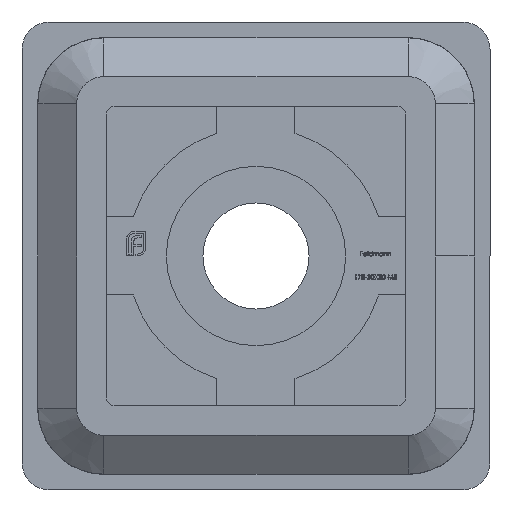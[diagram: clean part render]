
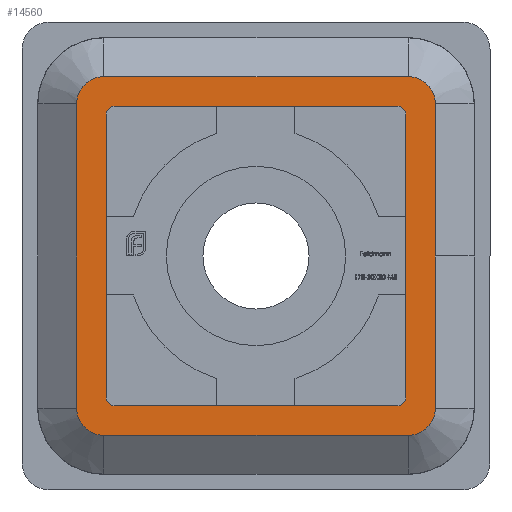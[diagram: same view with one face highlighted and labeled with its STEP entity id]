
A CAD part, front view. The second image highlights one B-rep face of the part: STEP entity #14560.
In plain terms, the highlighted planar face has unit normal (0, -1, 0).
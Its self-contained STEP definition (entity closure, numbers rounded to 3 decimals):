
#30 = EDGE_CURVE ( 'NONE', #18573, #11165, #20029, .T. ) ;
#141 = CARTESIAN_POINT ( 'NONE',  ( -11.5, -15., -9.75 ) ) ;
#145 = DIRECTION ( 'NONE',  ( 1., 0., 0. ) ) ;
#288 = CARTESIAN_POINT ( 'NONE',  ( 9.75, -15., -9.75 ) ) ;
#410 = CARTESIAN_POINT ( 'NONE',  ( -9.75, -15., -9.75 ) ) ;
#433 = DIRECTION ( 'NONE',  ( 0., 0., -1. ) ) ;
#475 = CARTESIAN_POINT ( 'NONE',  ( -11.5, -15., 11.5 ) ) ;
#510 = VERTEX_POINT ( 'NONE', #16740 ) ;
#514 = DIRECTION ( 'NONE',  ( 0., -1., 0. ) ) ;
#630 = DIRECTION ( 'NONE',  ( -1., 0., 0. ) ) ;
#810 = DIRECTION ( 'NONE',  ( 0., 0., -1. ) ) ;
#862 = DIRECTION ( 'NONE',  ( 0., -1., 0. ) ) ;
#920 = CARTESIAN_POINT ( 'NONE',  ( 9.6, -15., -9.6 ) ) ;
#1091 = CARTESIAN_POINT ( 'NONE',  ( 9.6, -15., 9.6 ) ) ;
#1127 = CARTESIAN_POINT ( 'NONE',  ( 9.1, -15., -9.6 ) ) ;
#1202 = CIRCLE ( 'NONE', #21386, 0.5 ) ;
#1251 = ORIENTED_EDGE ( 'NONE', *, *, #14604, .T. ) ;
#1271 = DIRECTION ( 'NONE',  ( 0., 0., -1. ) ) ;
#1298 = VERTEX_POINT ( 'NONE', #5216 ) ;
#1320 = EDGE_CURVE ( 'NONE', #9466, #16666, #17893, .T. ) ;
#1587 = VERTEX_POINT ( 'NONE', #4368 ) ;
#1813 = DIRECTION ( 'NONE',  ( 0., 0., -1. ) ) ;
#2124 = CARTESIAN_POINT ( 'NONE',  ( -9.75, -15., 11.5 ) ) ;
#2330 = EDGE_CURVE ( 'NONE', #1298, #3807, #15154, .T. ) ;
#2368 = CARTESIAN_POINT ( 'NONE',  ( 9.75, -15., -11.5 ) ) ;
#2521 = PLANE ( 'NONE',  #11431 ) ;
#2557 = CIRCLE ( 'NONE', #17027, 0.5 ) ;
#2558 = ORIENTED_EDGE ( 'NONE', *, *, #5500, .F. ) ;
#2741 = CARTESIAN_POINT ( 'NONE',  ( 0., -15., 0. ) ) ;
#3343 = ORIENTED_EDGE ( 'NONE', *, *, #10833, .T. ) ;
#3564 = EDGE_CURVE ( 'NONE', #11165, #21391, #21047, .T. ) ;
#3605 = DIRECTION ( 'NONE',  ( 0., 0., -1. ) ) ;
#3657 = CARTESIAN_POINT ( 'NONE',  ( -9.75, -15., 9.75 ) ) ;
#3792 = CIRCLE ( 'NONE', #9244, 1.75 ) ;
#3807 = VERTEX_POINT ( 'NONE', #8904 ) ;
#3863 = VECTOR ( 'NONE', #630, 1000. ) ;
#3997 = LINE ( 'NONE', #19115, #8576 ) ;
#4174 = VERTEX_POINT ( 'NONE', #1127 ) ;
#4244 = DIRECTION ( 'NONE',  ( 0., -1., 0. ) ) ;
#4368 = CARTESIAN_POINT ( 'NONE',  ( -9.6, -15., -9.1 ) ) ;
#4460 = AXIS2_PLACEMENT_3D ( 'NONE', #9168, #7446, #9384 ) ;
#4683 = DIRECTION ( 'NONE',  ( -1., 0., 0. ) ) ;
#4866 = VECTOR ( 'NONE', #5970, 1000. ) ;
#5097 = ORIENTED_EDGE ( 'NONE', *, *, #13462, .T. ) ;
#5216 = CARTESIAN_POINT ( 'NONE',  ( 9.1, -15., 9.6 ) ) ;
#5357 = ORIENTED_EDGE ( 'NONE', *, *, #9256, .T. ) ;
#5500 = EDGE_CURVE ( 'NONE', #510, #4174, #3997, .T. ) ;
#5800 = EDGE_CURVE ( 'NONE', #21299, #22278, #12948, .T. ) ;
#5839 = CARTESIAN_POINT ( 'NONE',  ( 9.1, -15., 9.1 ) ) ;
#5952 = ORIENTED_EDGE ( 'NONE', *, *, #6290, .F. ) ;
#5970 = DIRECTION ( 'NONE',  ( 0., 0., 1. ) ) ;
#6183 = CARTESIAN_POINT ( 'NONE',  ( 9.75, -15., 9.75 ) ) ;
#6194 = EDGE_CURVE ( 'NONE', #510, #1587, #16953, .T. ) ;
#6290 = EDGE_CURVE ( 'NONE', #10258, #1587, #17503, .T. ) ;
#6644 = DIRECTION ( 'NONE',  ( 0., 0., -1. ) ) ;
#6833 = CARTESIAN_POINT ( 'NONE',  ( 11.5, -15., -9.75 ) ) ;
#7186 = CARTESIAN_POINT ( 'NONE',  ( 11.5, -15., 11.5 ) ) ;
#7446 = DIRECTION ( 'NONE',  ( 0., 1., 0. ) ) ;
#7462 = DIRECTION ( 'NONE',  ( 0., 0., 1. ) ) ;
#8025 = VERTEX_POINT ( 'NONE', #9028 ) ;
#8231 = ORIENTED_EDGE ( 'NONE', *, *, #2330, .F. ) ;
#8514 = EDGE_LOOP ( 'NONE', ( #16113, #3343, #11476, #5097, #19478, #9666, #12881, #9332 ) ) ;
#8553 = FACE_OUTER_BOUND ( 'NONE', #8514, .T. ) ;
#8576 = VECTOR ( 'NONE', #145, 1000. ) ;
#8814 = DIRECTION ( 'NONE',  ( 0., 0., -1. ) ) ;
#8904 = CARTESIAN_POINT ( 'NONE',  ( -9.1, -15., 9.6 ) ) ;
#9028 = CARTESIAN_POINT ( 'NONE',  ( 11.5, -15., 9.75 ) ) ;
#9054 = CARTESIAN_POINT ( 'NONE',  ( -9.75, -15., -11.5 ) ) ;
#9168 = CARTESIAN_POINT ( 'NONE',  ( 9.1, -15., -9.1 ) ) ;
#9244 = AXIS2_PLACEMENT_3D ( 'NONE', #6183, #862, #9423 ) ;
#9256 = EDGE_CURVE ( 'NONE', #10258, #3807, #2557, .T. ) ;
#9332 = ORIENTED_EDGE ( 'NONE', *, *, #1320, .T. ) ;
#9337 = DIRECTION ( 'NONE',  ( 1., 0., 0. ) ) ;
#9384 = DIRECTION ( 'NONE',  ( 0., 0., -1. ) ) ;
#9423 = DIRECTION ( 'NONE',  ( 0., 0., -1. ) ) ;
#9466 = VERTEX_POINT ( 'NONE', #141 ) ;
#9666 = ORIENTED_EDGE ( 'NONE', *, *, #3564, .T. ) ;
#9699 = VECTOR ( 'NONE', #9337, 1000. ) ;
#9797 = CARTESIAN_POINT ( 'NONE',  ( -9.6, -15., 9.1 ) ) ;
#10082 = ORIENTED_EDGE ( 'NONE', *, *, #6194, .T. ) ;
#10196 = VECTOR ( 'NONE', #7462, 1000. ) ;
#10258 = VERTEX_POINT ( 'NONE', #9797 ) ;
#10373 = DIRECTION ( 'NONE',  ( 0., -1., 0. ) ) ;
#10408 = DIRECTION ( 'NONE',  ( 0., -1., 0. ) ) ;
#10481 = DIRECTION ( 'NONE',  ( 0., 1., 0. ) ) ;
#10568 = AXIS2_PLACEMENT_3D ( 'NONE', #410, #10408, #8814 ) ;
#10833 = EDGE_CURVE ( 'NONE', #22297, #21977, #18170, .T. ) ;
#11165 = VERTEX_POINT ( 'NONE', #2124 ) ;
#11249 = DIRECTION ( 'NONE',  ( 0., 0., -1. ) ) ;
#11258 = VECTOR ( 'NONE', #1271, 1000. ) ;
#11431 = AXIS2_PLACEMENT_3D ( 'NONE', #2741, #4244, #810 ) ;
#11476 = ORIENTED_EDGE ( 'NONE', *, *, #13401, .T. ) ;
#11533 = CARTESIAN_POINT ( 'NONE',  ( -11.5, -15., 9.75 ) ) ;
#11734 = EDGE_CURVE ( 'NONE', #21299, #4174, #18936, .T. ) ;
#11758 = ORIENTED_EDGE ( 'NONE', *, *, #5800, .F. ) ;
#11993 = CARTESIAN_POINT ( 'NONE',  ( -9.1, -15., -9.1 ) ) ;
#12151 = CARTESIAN_POINT ( 'NONE',  ( -9.6, -15., 9.6 ) ) ;
#12881 = ORIENTED_EDGE ( 'NONE', *, *, #21944, .T. ) ;
#12919 = VECTOR ( 'NONE', #1813, 1000. ) ;
#12928 = CARTESIAN_POINT ( 'NONE',  ( 9.6, -15., -9.1 ) ) ;
#12948 = LINE ( 'NONE', #920, #10196 ) ;
#13401 = EDGE_CURVE ( 'NONE', #21977, #8025, #14624, .T. ) ;
#13462 = EDGE_CURVE ( 'NONE', #8025, #18573, #3792, .T. ) ;
#14335 = LINE ( 'NONE', #14729, #9699 ) ;
#14560 = ADVANCED_FACE ( 'NONE', ( #19936, #8553 ), #2521, .T. ) ;
#14604 = EDGE_CURVE ( 'NONE', #1298, #22278, #1202, .T. ) ;
#14624 = LINE ( 'NONE', #7186, #4866 ) ;
#14729 = CARTESIAN_POINT ( 'NONE',  ( -11.5, -15., -11.5 ) ) ;
#15154 = LINE ( 'NONE', #1091, #22107 ) ;
#15271 = CARTESIAN_POINT ( 'NONE',  ( -9.1, -15., 9.1 ) ) ;
#15495 = DIRECTION ( 'NONE',  ( 0., 1., 0. ) ) ;
#16113 = ORIENTED_EDGE ( 'NONE', *, *, #18981, .T. ) ;
#16666 = VERTEX_POINT ( 'NONE', #9054 ) ;
#16740 = CARTESIAN_POINT ( 'NONE',  ( -9.1, -15., -9.6 ) ) ;
#16953 = CIRCLE ( 'NONE', #17308, 0.5 ) ;
#17027 = AXIS2_PLACEMENT_3D ( 'NONE', #15271, #15495, #6644 ) ;
#17308 = AXIS2_PLACEMENT_3D ( 'NONE', #11993, #10481, #3605 ) ;
#17503 = LINE ( 'NONE', #12151, #12919 ) ;
#17508 = EDGE_LOOP ( 'NONE', ( #2558, #10082, #5952, #5357, #8231, #1251, #11758, #22053 ) ) ;
#17893 = CIRCLE ( 'NONE', #10568, 1.75 ) ;
#18065 = DIRECTION ( 'NONE',  ( 0., 1., 0. ) ) ;
#18170 = CIRCLE ( 'NONE', #20331, 1.75 ) ;
#18573 = VERTEX_POINT ( 'NONE', #19842 ) ;
#18829 = AXIS2_PLACEMENT_3D ( 'NONE', #3657, #10373, #22327 ) ;
#18936 = CIRCLE ( 'NONE', #4460, 0.5 ) ;
#18981 = EDGE_CURVE ( 'NONE', #16666, #22297, #14335, .T. ) ;
#19115 = CARTESIAN_POINT ( 'NONE',  ( -9.6, -15., -9.6 ) ) ;
#19322 = CARTESIAN_POINT ( 'NONE',  ( 9.6, -15., 9.1 ) ) ;
#19478 = ORIENTED_EDGE ( 'NONE', *, *, #30, .T. ) ;
#19842 = CARTESIAN_POINT ( 'NONE',  ( 9.75, -15., 11.5 ) ) ;
#19936 = FACE_BOUND ( 'NONE', #17508, .T. ) ;
#20029 = LINE ( 'NONE', #475, #3863 ) ;
#20331 = AXIS2_PLACEMENT_3D ( 'NONE', #288, #514, #433 ) ;
#20426 = LINE ( 'NONE', #21879, #11258 ) ;
#21047 = CIRCLE ( 'NONE', #18829, 1.75 ) ;
#21299 = VERTEX_POINT ( 'NONE', #12928 ) ;
#21386 = AXIS2_PLACEMENT_3D ( 'NONE', #5839, #18065, #11249 ) ;
#21391 = VERTEX_POINT ( 'NONE', #11533 ) ;
#21879 = CARTESIAN_POINT ( 'NONE',  ( -11.5, -15., 11.5 ) ) ;
#21944 = EDGE_CURVE ( 'NONE', #21391, #9466, #20426, .T. ) ;
#21977 = VERTEX_POINT ( 'NONE', #6833 ) ;
#22053 = ORIENTED_EDGE ( 'NONE', *, *, #11734, .T. ) ;
#22107 = VECTOR ( 'NONE', #4683, 1000. ) ;
#22278 = VERTEX_POINT ( 'NONE', #19322 ) ;
#22297 = VERTEX_POINT ( 'NONE', #2368 ) ;
#22327 = DIRECTION ( 'NONE',  ( 0., 0., -1. ) ) ;
